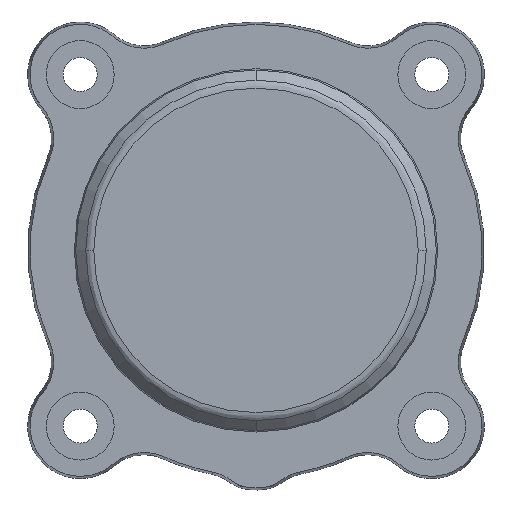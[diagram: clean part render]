
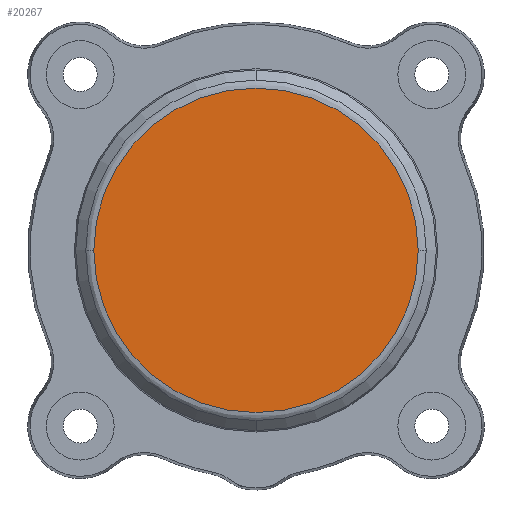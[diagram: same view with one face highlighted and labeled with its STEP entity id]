
A CAD part, front view. The second image highlights one B-rep face of the part: STEP entity #20267.
In plain terms, the highlighted planar face has unit normal (0, -1, 0).
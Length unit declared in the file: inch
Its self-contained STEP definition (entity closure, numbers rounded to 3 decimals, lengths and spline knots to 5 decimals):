
#11245 = CARTESIAN_POINT ( 'NONE',  ( 0., -0.4977, 0.4475 ) ) ;
#11252 = DIRECTION ( 'NONE',  ( 0., 0., 1. ) ) ;
#11253 = DIRECTION ( 'NONE',  ( 0., -1., 0. ) ) ;
#11257 = CARTESIAN_POINT ( 'NONE',  ( 0., -0.4977, 0. ) ) ;
#11266 = CIRCLE ( 'NONE', #11268, 0.4475 ) ;
#11268 = AXIS2_PLACEMENT_3D ( 'NONE', #11257, #11253, #11252 ) ;
#11322 = AXIS2_PLACEMENT_3D ( 'NONE', #11343, #11342, #11341 ) ;
#11327 = CIRCLE ( 'NONE', #11322, 0.4475 ) ;
#11330 = CARTESIAN_POINT ( 'NONE',  ( 0., -0.4977, -0.4475 ) ) ;
#11341 = DIRECTION ( 'NONE',  ( 0., 0., 1. ) ) ;
#11342 = DIRECTION ( 'NONE',  ( 0., -1., 0. ) ) ;
#11343 = CARTESIAN_POINT ( 'NONE',  ( 0., -0.4977, 0. ) ) ;
#11460 = AXIS2_PLACEMENT_3D ( 'NONE', #11488, #11487, #11486 ) ;
#11461 = PLANE ( 'NONE',  #11460 ) ;
#11481 = FACE_OUTER_BOUND ( 'NONE', #20260, .T. ) ;
#11486 = DIRECTION ( 'NONE',  ( 1., 0., 0. ) ) ;
#11487 = DIRECTION ( 'NONE',  ( 0., -1., 0. ) ) ;
#11488 = CARTESIAN_POINT ( 'NONE',  ( -0.45287, -0.4977, -0.45287 ) ) ;
#20204 = VERTEX_POINT ( 'NONE', #11245 ) ;
#20218 = EDGE_CURVE ( 'NONE', #20204, #20235, #11266, .T. ) ;
#20235 = VERTEX_POINT ( 'NONE', #11330 ) ;
#20236 = EDGE_CURVE ( 'NONE', #20235, #20204, #11327, .T. ) ;
#20260 = EDGE_LOOP ( 'NONE', ( #20268, #20271 ) ) ;
#20267 = ADVANCED_FACE ( 'NONE', ( #11481 ), #11461, .T. ) ;
#20268 = ORIENTED_EDGE ( 'NONE', *, *, #20218, .T. ) ;
#20271 = ORIENTED_EDGE ( 'NONE', *, *, #20236, .T. ) ;
